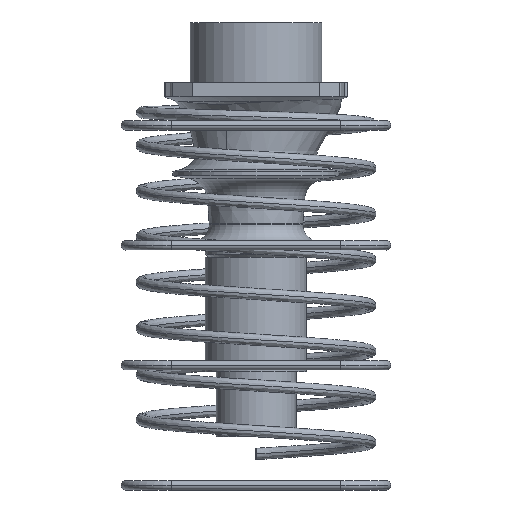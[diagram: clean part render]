
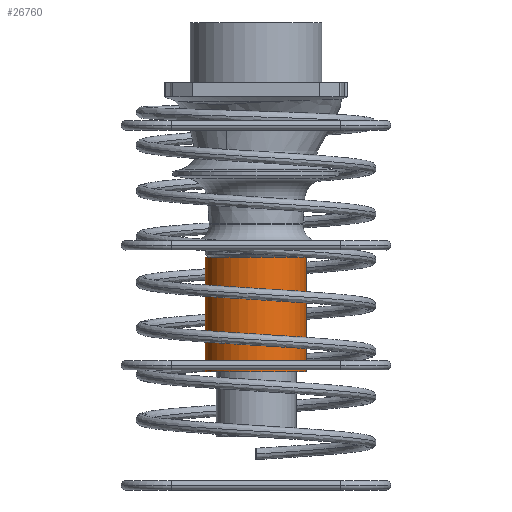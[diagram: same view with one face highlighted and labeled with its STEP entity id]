
A CAD part, front view. The second image highlights one B-rep face of the part: STEP entity #26760.
In plain terms, the highlighted cylindrical face has radius 88.9 mm (diameter 177.8 mm), a partial arc.
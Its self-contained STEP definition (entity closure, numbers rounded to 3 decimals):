
#1071 = CARTESIAN_POINT ( 'NONE',  ( -87.714, 14.472, -528.746 ) ) ;
#1335 = AXIS2_PLACEMENT_3D ( 'NONE', #70619, #36663, #1875 ) ;
#1875 = DIRECTION ( 'NONE',  ( 0.987, -0.163, 0. ) ) ;
#2285 = LINE ( 'NONE', #42307, #17760 ) ;
#3559 = CARTESIAN_POINT ( 'NONE',  ( 0., 0., -328.746 ) ) ;
#5536 = EDGE_LOOP ( 'NONE', ( #40701, #12865, #14401, #8084 ) ) ;
#7100 = EDGE_CURVE ( 'NONE', #70648, #56659, #2285, .T. ) ;
#8084 = ORIENTED_EDGE ( 'NONE', *, *, #18786, .F. ) ;
#9448 = DIRECTION ( 'NONE',  ( 0.987, -0.163, 0. ) ) ;
#9478 = FACE_OUTER_BOUND ( 'NONE', #5536, .T. ) ;
#10987 = CARTESIAN_POINT ( 'NONE',  ( -87.714, 14.472, -328.746 ) ) ;
#11919 = CIRCLE ( 'NONE', #1335, 88.9 ) ;
#12865 = ORIENTED_EDGE ( 'NONE', *, *, #34195, .T. ) ;
#13462 = DIRECTION ( 'NONE',  ( 0., 0., 1. ) ) ;
#14401 = ORIENTED_EDGE ( 'NONE', *, *, #7100, .T. ) ;
#17760 = VECTOR ( 'NONE', #13462, 1000. ) ;
#18786 = EDGE_CURVE ( 'NONE', #73283, #56659, #25225, .T. ) ;
#21479 = EDGE_CURVE ( 'NONE', #54874, #73283, #66166, .T. ) ;
#25225 = CIRCLE ( 'NONE', #44107, 88.9 ) ;
#25346 = DIRECTION ( 'NONE',  ( 0., 0., 1. ) ) ;
#26760 = ADVANCED_FACE ( 'NONE', ( #9478 ), #36656, .T. ) ;
#30630 = DIRECTION ( 'NONE',  ( 0.987, -0.163, 0. ) ) ;
#34195 = EDGE_CURVE ( 'NONE', #54874, #70648, #11919, .T. ) ;
#36656 = CYLINDRICAL_SURFACE ( 'NONE', #41108, 88.9 ) ;
#36663 = DIRECTION ( 'NONE',  ( 0., 0., 1. ) ) ;
#37751 = VECTOR ( 'NONE', #25346, 1000. ) ;
#40701 = ORIENTED_EDGE ( 'NONE', *, *, #21479, .F. ) ;
#41108 = AXIS2_PLACEMENT_3D ( 'NONE', #59127, #64793, #30630 ) ;
#42307 = CARTESIAN_POINT ( 'NONE',  ( 87.714, -14.472, -528.746 ) ) ;
#44092 = DIRECTION ( 'NONE',  ( 0., 0., 1. ) ) ;
#44107 = AXIS2_PLACEMENT_3D ( 'NONE', #3559, #44092, #9448 ) ;
#46487 = CARTESIAN_POINT ( 'NONE',  ( 87.714, -14.472, -328.746 ) ) ;
#50998 = CARTESIAN_POINT ( 'NONE',  ( 87.714, -14.472, -528.746 ) ) ;
#54874 = VERTEX_POINT ( 'NONE', #1071 ) ;
#56659 = VERTEX_POINT ( 'NONE', #46487 ) ;
#59127 = CARTESIAN_POINT ( 'NONE',  ( 0., 0., -528.746 ) ) ;
#64793 = DIRECTION ( 'NONE',  ( 0., 0., 1. ) ) ;
#65274 = CARTESIAN_POINT ( 'NONE',  ( -87.714, 14.472, -528.746 ) ) ;
#66166 = LINE ( 'NONE', #65274, #37751 ) ;
#70619 = CARTESIAN_POINT ( 'NONE',  ( 0., 0., -528.746 ) ) ;
#70648 = VERTEX_POINT ( 'NONE', #50998 ) ;
#73283 = VERTEX_POINT ( 'NONE', #10987 ) ;
